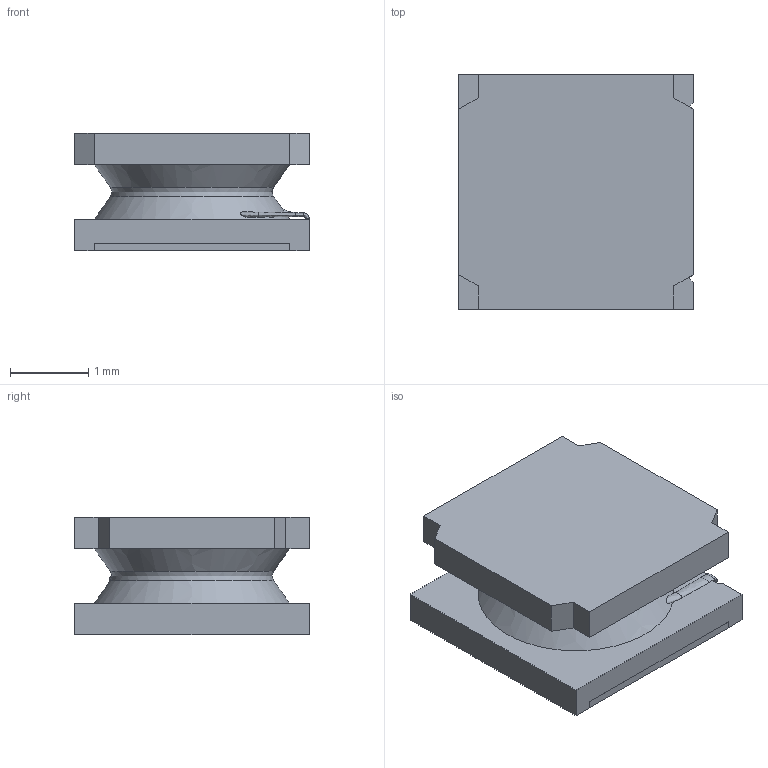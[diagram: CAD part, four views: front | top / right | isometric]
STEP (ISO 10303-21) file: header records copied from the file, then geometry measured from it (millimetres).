
FILE_DESCRIPTION(('FreeCAD Model'),'2;1');
FILE_NAME('NR303.step', '2017-07-28T15:11:48',('kicad StepUp'),('ksu MCAD'), 'Open CASCADE STEP processor 7.1','FreeCAD','Unknown');
FILE_SCHEMA(('AUTOMOTIVE_DESIGN_CC2 { 1 2 10303 214 -1 1 5 4 }'));
Length unit declared in the file: millimetre
Products named in the file (1): NR303
Bounding box: 3 x 3 x 1.5 mm (x, y, z)
Volume: 9.8 mm3; surface area: 46.2 mm2
Topology: 1 solids, 1 shells, 77 faces, 196 edges, 118 vertices
Faces by surface type: plane 49, bspline 19, cylinder 8, torus 1
Entity records: 4425 total; most frequent: CARTESIAN_POINT 2160, ORIENTED_EDGE 392, DIRECTION 292, EDGE_CURVE 196, LINE 124, VECTOR 124, VERTEX_POINT 118, AXIS2_PLACEMENT_3D 84
